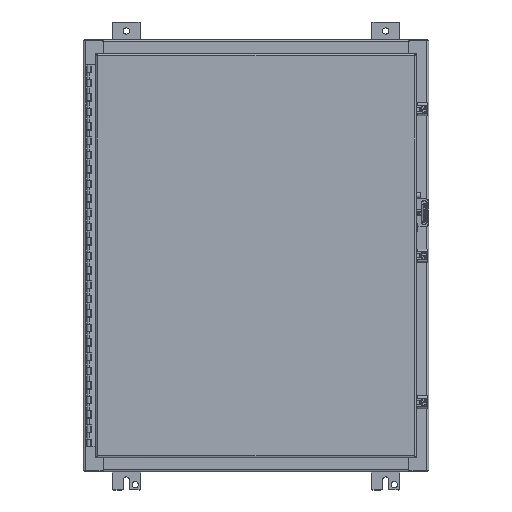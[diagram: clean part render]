
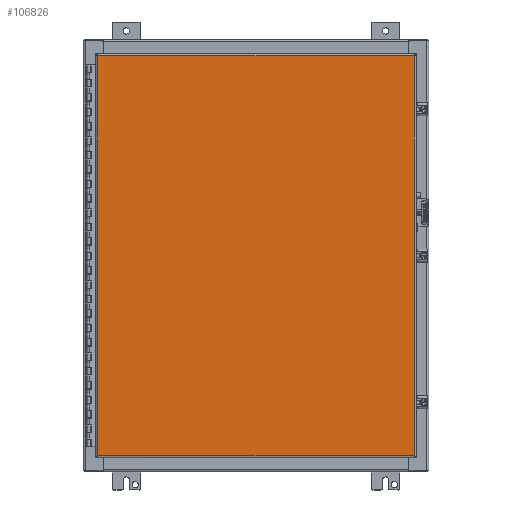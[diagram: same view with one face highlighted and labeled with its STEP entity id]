
A CAD part, top view. The second image highlights one B-rep face of the part: STEP entity #106826.
In plain terms, the highlighted planar face has unit normal (0, 0, 1).
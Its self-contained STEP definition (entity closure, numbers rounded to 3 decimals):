
#904 = DIRECTION ( 'NONE',  ( 1., 0., 0. ) ) ;
#5617 = CARTESIAN_POINT ( 'NONE',  ( 10.98, -13.886, 5.073 ) ) ;
#7832 = CARTESIAN_POINT ( 'NONE',  ( 11.125, -14.031, 5.073 ) ) ;
#8932 = EDGE_CURVE ( 'NONE', #50059, #63138, #109718, .T. ) ;
#11645 = VECTOR ( 'NONE', #36786, 39.37 ) ;
#21595 = EDGE_CURVE ( 'NONE', #94215, #32732, #198113, .T. ) ;
#26776 = AXIS2_PLACEMENT_3D ( 'NONE', #7832, #90157, #74367 ) ;
#32732 = VERTEX_POINT ( 'NONE', #179112 ) ;
#36786 = DIRECTION ( 'NONE',  ( 0., -1., 0. ) ) ;
#39886 = LINE ( 'NONE', #149735, #11645 ) ;
#43733 = PLANE ( 'NONE',  #26776 ) ;
#50059 = VERTEX_POINT ( 'NONE', #168650 ) ;
#63138 = VERTEX_POINT ( 'NONE', #5617 ) ;
#67223 = CARTESIAN_POINT ( 'NONE',  ( 11.125, 13.886, 5.073 ) ) ;
#73206 = ORIENTED_EDGE ( 'NONE', *, *, #186441, .T. ) ;
#74367 = DIRECTION ( 'NONE',  ( -1., 0., 0. ) ) ;
#76988 = CARTESIAN_POINT ( 'NONE',  ( 11.125, -13.886, 5.073 ) ) ;
#83657 = CARTESIAN_POINT ( 'NONE',  ( 10.98, -14.031, 5.073 ) ) ;
#90157 = DIRECTION ( 'NONE',  ( 0., 0., 1. ) ) ;
#94215 = VERTEX_POINT ( 'NONE', #120406 ) ;
#103584 = EDGE_LOOP ( 'NONE', ( #142215, #164885, #73206, #163895 ) ) ;
#106826 = ADVANCED_FACE ( 'NONE', ( #204226 ), #43733, .T. ) ;
#109718 = LINE ( 'NONE', #76988, #113267 ) ;
#113267 = VECTOR ( 'NONE', #904, 39.37 ) ;
#118507 = LINE ( 'NONE', #83657, #120223 ) ;
#120223 = VECTOR ( 'NONE', #168098, 39.37 ) ;
#120406 = CARTESIAN_POINT ( 'NONE',  ( 10.98, 13.886, 5.073 ) ) ;
#142215 = ORIENTED_EDGE ( 'NONE', *, *, #146471, .T. ) ;
#146471 = EDGE_CURVE ( 'NONE', #32732, #50059, #39886, .T. ) ;
#149735 = CARTESIAN_POINT ( 'NONE',  ( -10.98, -14.031, 5.073 ) ) ;
#163895 = ORIENTED_EDGE ( 'NONE', *, *, #21595, .T. ) ;
#164885 = ORIENTED_EDGE ( 'NONE', *, *, #8932, .T. ) ;
#168098 = DIRECTION ( 'NONE',  ( 0., 1., 0. ) ) ;
#168650 = CARTESIAN_POINT ( 'NONE',  ( -10.98, -13.886, 5.073 ) ) ;
#179112 = CARTESIAN_POINT ( 'NONE',  ( -10.98, 13.886, 5.073 ) ) ;
#186441 = EDGE_CURVE ( 'NONE', #63138, #94215, #118507, .T. ) ;
#188919 = VECTOR ( 'NONE', #197074, 39.37 ) ;
#197074 = DIRECTION ( 'NONE',  ( -1., 0., 0. ) ) ;
#198113 = LINE ( 'NONE', #67223, #188919 ) ;
#204226 = FACE_OUTER_BOUND ( 'NONE', #103584, .T. ) ;
